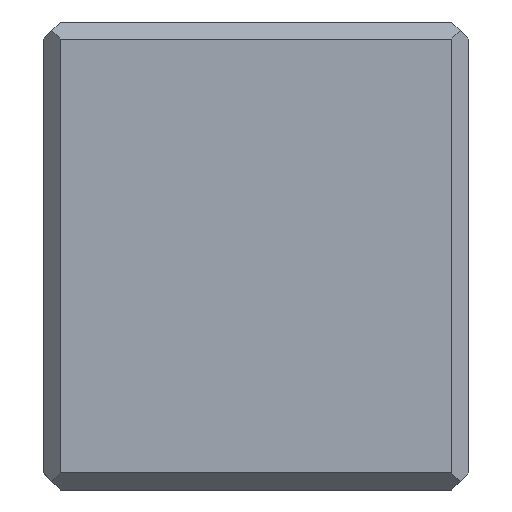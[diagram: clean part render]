
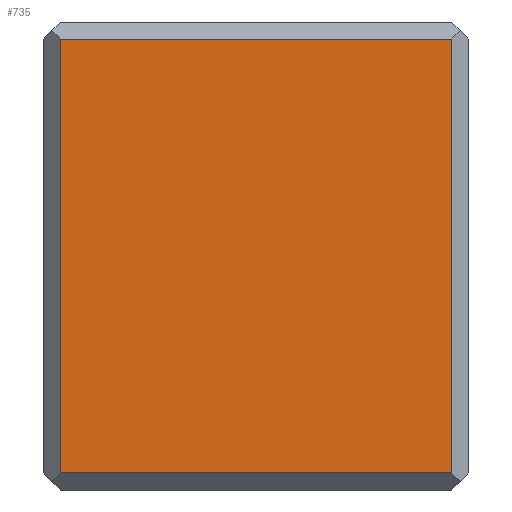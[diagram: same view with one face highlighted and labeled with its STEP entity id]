
A CAD part, front view. The second image highlights one B-rep face of the part: STEP entity #735.
In plain terms, the highlighted planar face has unit normal (0, -1, 0).
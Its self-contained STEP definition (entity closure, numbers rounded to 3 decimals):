
#33 = VERTEX_POINT ( 'NONE', #445 ) ;
#65 = DIRECTION ( 'NONE',  ( 1., 0., 0. ) ) ;
#85 = VERTEX_POINT ( 'NONE', #143 ) ;
#117 = LINE ( 'NONE', #509, #427 ) ;
#128 = DIRECTION ( 'NONE',  ( -1., 0., 0. ) ) ;
#143 = CARTESIAN_POINT ( 'NONE',  ( -0.23, -0.5, 0.02 ) ) ;
#194 = ORIENTED_EDGE ( 'NONE', *, *, #313, .F. ) ;
#204 = CARTESIAN_POINT ( 'NONE',  ( -0.23, -0.5, 0. ) ) ;
#207 = PLANE ( 'NONE',  #969 ) ;
#227 = CARTESIAN_POINT ( 'NONE',  ( 0.25, -0.5, 0.02 ) ) ;
#296 = EDGE_CURVE ( 'NONE', #884, #85, #820, .T. ) ;
#313 = EDGE_CURVE ( 'NONE', #33, #884, #117, .T. ) ;
#318 = VERTEX_POINT ( 'NONE', #803 ) ;
#361 = ORIENTED_EDGE ( 'NONE', *, *, #296, .F. ) ;
#386 = CARTESIAN_POINT ( 'NONE',  ( 0.23, -0.5, 0.02 ) ) ;
#427 = VECTOR ( 'NONE', #594, 1000. ) ;
#445 = CARTESIAN_POINT ( 'NONE',  ( 0.23, -0.5, 0.53 ) ) ;
#509 = CARTESIAN_POINT ( 'NONE',  ( 0.23, -0.5, 0.55 ) ) ;
#522 = VECTOR ( 'NONE', #65, 1000. ) ;
#526 = CARTESIAN_POINT ( 'NONE',  ( -0.25, -0.5, 0.53 ) ) ;
#543 = ORIENTED_EDGE ( 'NONE', *, *, #1168, .F. ) ;
#594 = DIRECTION ( 'NONE',  ( 0., 0., -1. ) ) ;
#693 = DIRECTION ( 'NONE',  ( 0., -1., 0. ) ) ;
#696 = LINE ( 'NONE', #204, #750 ) ;
#713 = DIRECTION ( 'NONE',  ( 0., 0., -1. ) ) ;
#735 = ADVANCED_FACE ( 'NONE', ( #788 ), #207, .T. ) ;
#750 = VECTOR ( 'NONE', #896, 1000. ) ;
#751 = EDGE_LOOP ( 'NONE', ( #543, #1056, #361, #194 ) ) ;
#788 = FACE_OUTER_BOUND ( 'NONE', #751, .T. ) ;
#803 = CARTESIAN_POINT ( 'NONE',  ( -0.23, -0.5, 0.53 ) ) ;
#820 = LINE ( 'NONE', #227, #1197 ) ;
#884 = VERTEX_POINT ( 'NONE', #386 ) ;
#896 = DIRECTION ( 'NONE',  ( 0., 0., 1. ) ) ;
#969 = AXIS2_PLACEMENT_3D ( 'NONE', #1085, #693, #713 ) ;
#1035 = LINE ( 'NONE', #526, #522 ) ;
#1056 = ORIENTED_EDGE ( 'NONE', *, *, #1077, .F. ) ;
#1077 = EDGE_CURVE ( 'NONE', #85, #318, #696, .T. ) ;
#1085 = CARTESIAN_POINT ( 'NONE',  ( -0.25, -0.5, 0.55 ) ) ;
#1168 = EDGE_CURVE ( 'NONE', #318, #33, #1035, .T. ) ;
#1197 = VECTOR ( 'NONE', #128, 1000. ) ;
